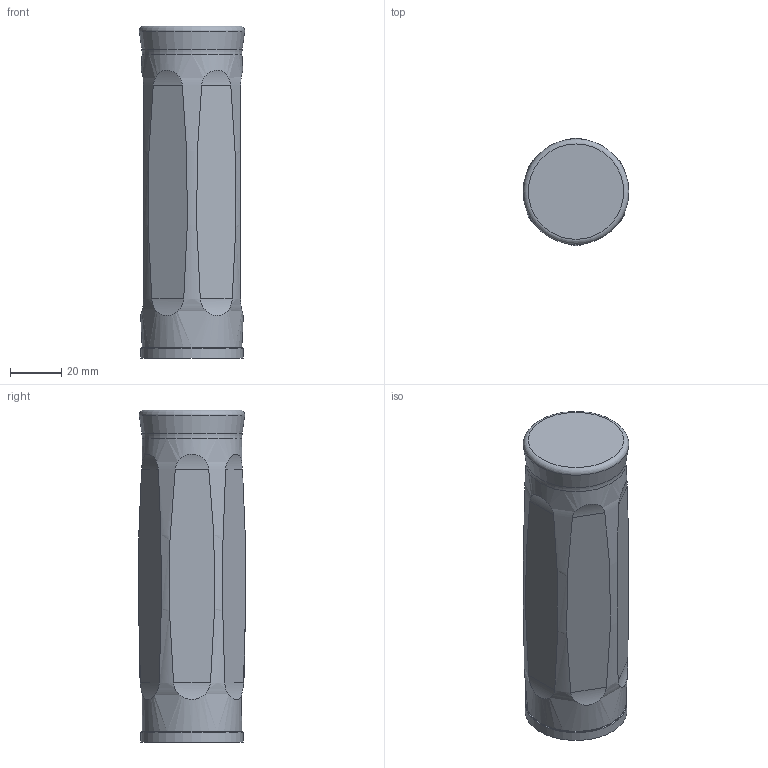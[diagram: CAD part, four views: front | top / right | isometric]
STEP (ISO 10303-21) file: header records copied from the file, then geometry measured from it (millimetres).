
FILE_DESCRIPTION(/* description */ ('AC2F'),/* implementation_level */ '2;1');
FILE_NAME(/* name */ '7317765',/* time_stamp */ '2018-10-17T08:18:04+02:00',/* author */ ('Zorzan Davide'),/* organization */ ('Gamm Srl.'),/* preprocessor_version */ 'ST-DEVELOPER v16.7',/* originating_system */ 'DEX',/* authorisation */ $);
FILE_SCHEMA (('CONFIG_CONTROL_DESIGN'));
Length unit declared in the file: millimetre
Products named in the file (1): 7317765
Bounding box: 41.36 x 41.91 x 130 mm (x, y, z)
Volume: 53789.6 mm3; surface area: 31978.5 mm2
Topology: 1 solids, 1 shells, 29 faces, 60 edges, 40 vertices
Faces by surface type: cylinder 14, plane 10, torus 4, cone 1
Full cylindrical faces by diameter (mm): 33 x1, 40 x1
Entity records: 838 total; most frequent: CARTESIAN_POINT 296, ORIENTED_EDGE 92, DIRECTION 92, EDGE_CURVE 46, EDGE_LOOP 44, FACE_BOUND 44, AXIS2_PLACEMENT_3D 40, VERTEX_POINT 34
